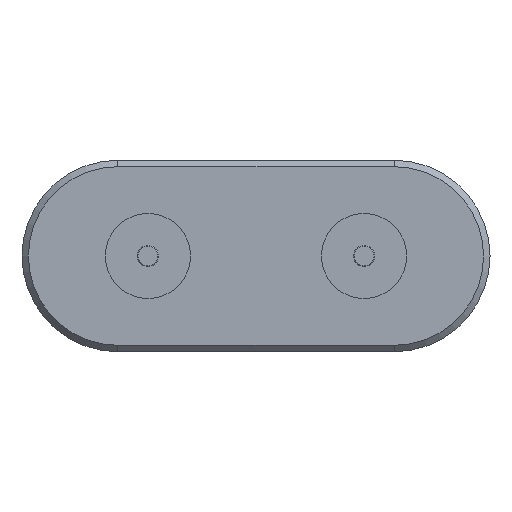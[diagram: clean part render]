
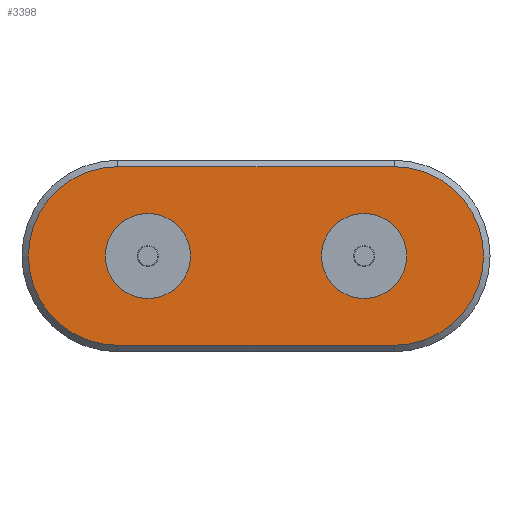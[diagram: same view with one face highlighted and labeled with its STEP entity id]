
A CAD part, front view. The second image highlights one B-rep face of the part: STEP entity #3398.
In plain terms, the highlighted planar face has unit normal (0, -1, 0).
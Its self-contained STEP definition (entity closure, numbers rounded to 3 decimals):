
#37=CIRCLE($,#3517,1.);
#39=CIRCLE($,#3521,1.);
#40=CIRCLE($,#3524,2.1);
#41=CIRCLE($,#3525,2.1);
#84=FACE_BOUND($,#544,.T.);
#85=FACE_BOUND($,#545,.T.);
#86=FACE_BOUND($,#546,.T.);
#170=PLANE($,#3523);
#544=EDGE_LOOP($,(#2911));
#545=EDGE_LOOP($,(#2912));
#546=EDGE_LOOP($,(#2913,#2914,#2915,#2916));
#830=LINE($,#5969,#1122);
#831=LINE($,#5973,#1123);
#1122=VECTOR($,#4020,6.5);
#1123=VECTOR($,#4023,6.5);
#1587=VERTEX_POINT($,#5957);
#1589=VERTEX_POINT($,#5963);
#1590=VERTEX_POINT($,#5967);
#1591=VERTEX_POINT($,#5968);
#1592=VERTEX_POINT($,#5970);
#1593=VERTEX_POINT($,#5972);
#2033=EDGE_CURVE($,#1587,#1587,#37,.T.);
#2035=EDGE_CURVE($,#1589,#1589,#39,.T.);
#2036=EDGE_CURVE($,#1590,#1591,#830,.T.);
#2037=EDGE_CURVE($,#1592,#1590,#40,.T.);
#2038=EDGE_CURVE($,#1593,#1592,#831,.T.);
#2039=EDGE_CURVE($,#1591,#1593,#41,.T.);
#2911=ORIENTED_EDGE($,*,*,#2033,.T.);
#2912=ORIENTED_EDGE($,*,*,#2035,.T.);
#2913=ORIENTED_EDGE($,*,*,#2036,.F.);
#2914=ORIENTED_EDGE($,*,*,#2037,.F.);
#2915=ORIENTED_EDGE($,*,*,#2038,.F.);
#2916=ORIENTED_EDGE($,*,*,#2039,.F.);
#3398=ADVANCED_FACE($,(#84,#85,#86),#170,.F.);
#3517=AXIS2_PLACEMENT_3D($,#5958,#4006,#4007);
#3521=AXIS2_PLACEMENT_3D($,#5964,#4014,#4015);
#3523=AXIS2_PLACEMENT_3D($,#5966,#4018,#4019);
#3524=AXIS2_PLACEMENT_3D($,#5971,#4021,#4022);
#3525=AXIS2_PLACEMENT_3D($,#5974,#4024,#4025);
#4006=DIRECTION('center_axis',(0.,1.,0.));
#4007=DIRECTION('ref_axis',(-1.,0.,0.));
#4014=DIRECTION('center_axis',(0.,1.,0.));
#4015=DIRECTION('ref_axis',(-1.,0.,0.));
#4018=DIRECTION('center_axis',(0.,1.,0.));
#4019=DIRECTION('ref_axis',(0.,0.,1.));
#4020=DIRECTION($,(1.,0.,0.));
#4021=DIRECTION('center_axis',(0.,1.,0.));
#4022=DIRECTION('ref_axis',(0.,0.,1.));
#4023=DIRECTION($,(-1.,0.,0.));
#4024=DIRECTION('center_axis',(0.,1.,0.));
#4025=DIRECTION('ref_axis',(0.,0.,-1.));
#5957=CARTESIAN_POINT('',(-1.54,0.,0.));
#5958=CARTESIAN_POINT('Origin',(-2.54,0.,0.));
#5963=CARTESIAN_POINT('',(3.54,0.,0.));
#5964=CARTESIAN_POINT('Origin',(2.54,0.,0.));
#5966=CARTESIAN_POINT('Origin',(0.,0.,0.));
#5967=CARTESIAN_POINT('',(-3.25,0.,2.1));
#5968=CARTESIAN_POINT('',(3.25,0.,2.1));
#5969=CARTESIAN_POINT($,(-1.625,0.,2.1));
#5970=CARTESIAN_POINT('',(-3.25,0.,-2.1));
#5971=CARTESIAN_POINT('Origin',(-3.25,0.,0.));
#5972=CARTESIAN_POINT('',(3.25,0.,-2.1));
#5973=CARTESIAN_POINT($,(1.625,0.,-2.1));
#5974=CARTESIAN_POINT('Origin',(3.25,0.,0.));
